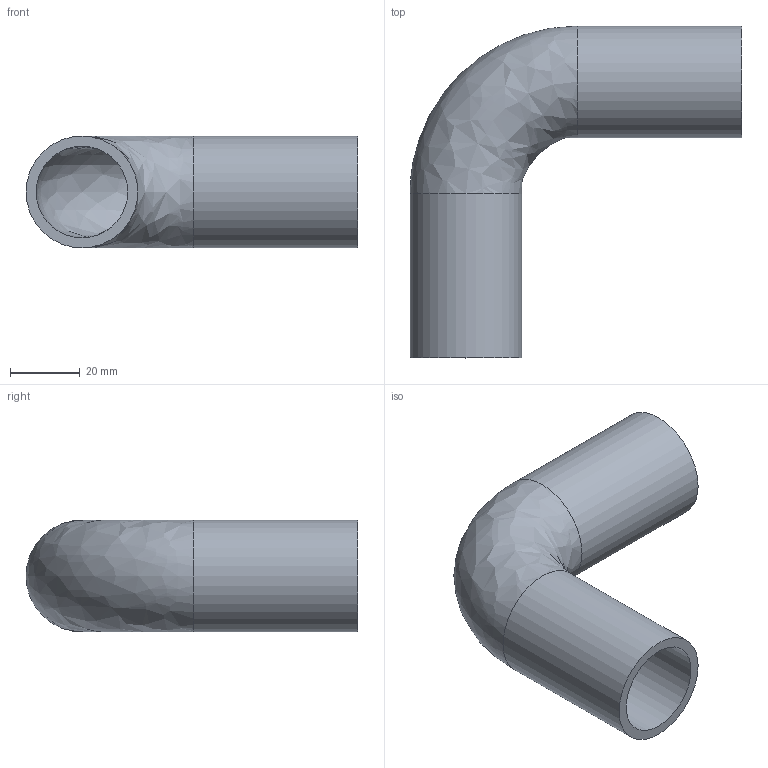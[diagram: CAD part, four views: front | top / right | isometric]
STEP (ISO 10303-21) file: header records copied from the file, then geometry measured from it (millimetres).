
FILE_DESCRIPTION (( 'STEP AP203' ), '1' );
FILE_NAME ('581243010.STEP', '2015-12-04T19:25:05', ( '' ), ( '' ), 'SwSTEP 2.0', 'SolidWorks 2015', '' );
FILE_SCHEMA (( 'CONFIG_CONTROL_DESIGN' ));
Length unit declared in the file: inch
Products named in the file (1): 581243010
Bounding box: 95 x 95 x 32 mm (x, y, z)
Volume: 38517.5 mm3; surface area: 26914.9 mm2
Topology: 1 solids, 1 shells, 8 faces, 17 edges, 11 vertices
Faces by surface type: cylinder 4, bspline 2, plane 2
Full cylindrical faces by diameter (mm): 26.2 x2, 32 x2
Entity records: 293 total; most frequent: CARTESIAN_POINT 79, DIRECTION 30, EDGE_LOOP 16, ORIENTED_EDGE 16, AXIS2_PLACEMENT_3D 15, FACE_OUTER_BOUND 14, VERTEX_POINT 8, PERSON_AND_ORGANIZATION 8
